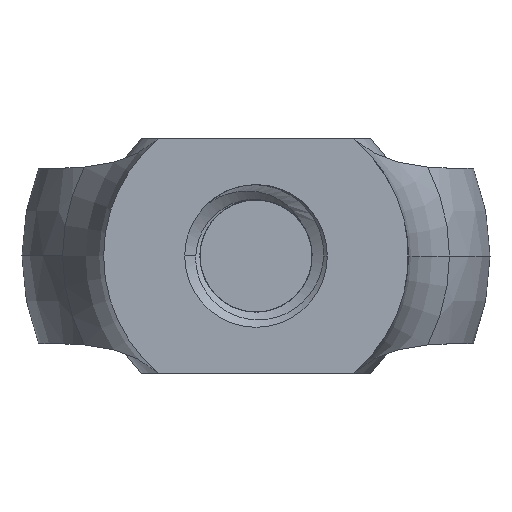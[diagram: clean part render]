
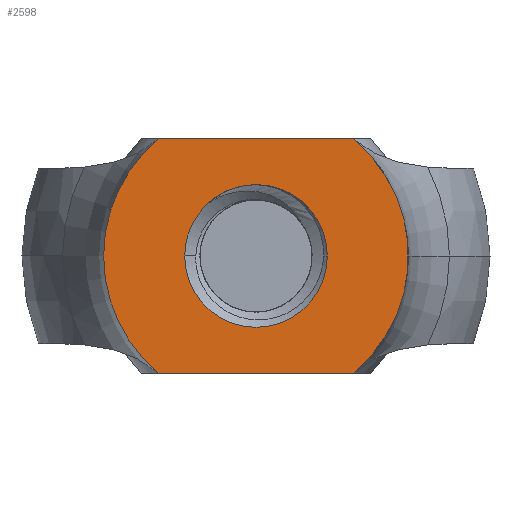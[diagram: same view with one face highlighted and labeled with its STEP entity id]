
A CAD part, front view. The second image highlights one B-rep face of the part: STEP entity #2598.
In plain terms, the highlighted planar face has unit normal (0, -1, 0).
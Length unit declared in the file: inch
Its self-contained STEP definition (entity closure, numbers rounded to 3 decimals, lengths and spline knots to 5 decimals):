
#14 = EDGE_LOOP ( 'NONE', ( #1700, #736, #861, #80 ) ) ;
#28 = DIRECTION ( 'NONE',  ( 1., 0., 0. ) ) ;
#72 = DIRECTION ( 'NONE',  ( 0., -1., 0. ) ) ;
#80 = ORIENTED_EDGE ( 'NONE', *, *, #2912, .F. ) ;
#100 = CARTESIAN_POINT ( 'NONE',  ( -0.095, -0.5, 0. ) ) ;
#105 = AXIS2_PLACEMENT_3D ( 'NONE', #4784, #3651, #2134 ) ;
#134 = ORIENTED_EDGE ( 'NONE', *, *, #177, .F. ) ;
#177 = EDGE_CURVE ( 'NONE', #435, #2238, #2104, .T. ) ;
#282 = AXIS2_PLACEMENT_3D ( 'NONE', #4473, #3389, #3346 ) ;
#308 = ORIENTED_EDGE ( 'NONE', *, *, #4069, .F. ) ;
#422 = CIRCLE ( 'NONE', #821, 0.095 ) ;
#435 = VERTEX_POINT ( 'NONE', #1154 ) ;
#486 = CIRCLE ( 'NONE', #3250, 0.095 ) ;
#540 = DIRECTION ( 'NONE',  ( 1., 0., 0. ) ) ;
#609 = CARTESIAN_POINT ( 'NONE',  ( 0., -0.5, 0. ) ) ;
#664 = DIRECTION ( 'NONE',  ( 0., -1., 0. ) ) ;
#691 = EDGE_CURVE ( 'NONE', #2931, #3696, #422, .T. ) ;
#731 = EDGE_LOOP ( 'NONE', ( #134, #308, #1687, #4063, #4580 ) ) ;
#736 = ORIENTED_EDGE ( 'NONE', *, *, #2071, .F. ) ;
#755 = DIRECTION ( 'NONE',  ( 1., 0., 0. ) ) ;
#760 = CARTESIAN_POINT ( 'NONE',  ( 0., -0.5, 0. ) ) ;
#769 = AXIS2_PLACEMENT_3D ( 'NONE', #2908, #664, #4815 ) ;
#774 = CIRCLE ( 'NONE', #4322, 0.095 ) ;
#821 = AXIS2_PLACEMENT_3D ( 'NONE', #2309, #1554, #28 ) ;
#861 = ORIENTED_EDGE ( 'NONE', *, *, #4517, .F. ) ;
#912 = VERTEX_POINT ( 'NONE', #3919 ) ;
#949 = CARTESIAN_POINT ( 'NONE',  ( -0.1299, -0.5, -0.156 ) ) ;
#970 = CARTESIAN_POINT ( 'NONE',  ( 0., -0.5, 0. ) ) ;
#1016 = DIRECTION ( 'NONE',  ( 0., -1., 0. ) ) ;
#1087 = AXIS2_PLACEMENT_3D ( 'NONE', #760, #4492, #3793 ) ;
#1154 = CARTESIAN_POINT ( 'NONE',  ( 0.1299, -0.5, -0.156 ) ) ;
#1303 = CIRCLE ( 'NONE', #105, 0.203 ) ;
#1554 = DIRECTION ( 'NONE',  ( 0., -1., 0. ) ) ;
#1556 = VECTOR ( 'NONE', #2769, 39.37008 ) ;
#1687 = ORIENTED_EDGE ( 'NONE', *, *, #3044, .F. ) ;
#1688 = DIRECTION ( 'NONE',  ( -1., 0., 0. ) ) ;
#1700 = ORIENTED_EDGE ( 'NONE', *, *, #691, .F. ) ;
#1743 = VERTEX_POINT ( 'NONE', #100 ) ;
#1757 = VERTEX_POINT ( 'NONE', #2725 ) ;
#2020 = CARTESIAN_POINT ( 'NONE',  ( 0.1299, -0.5, 0.156 ) ) ;
#2055 = CARTESIAN_POINT ( 'NONE',  ( -0.06718, -0.5, 0.06718 ) ) ;
#2071 = EDGE_CURVE ( 'NONE', #912, #2931, #486, .T. ) ;
#2104 = LINE ( 'NONE', #3187, #1556 ) ;
#2134 = DIRECTION ( 'NONE',  ( -1., 0., 0. ) ) ;
#2141 = VECTOR ( 'NONE', #540, 39.37008 ) ;
#2146 = AXIS2_PLACEMENT_3D ( 'NONE', #609, #3577, #1688 ) ;
#2238 = VERTEX_POINT ( 'NONE', #949 ) ;
#2309 = CARTESIAN_POINT ( 'NONE',  ( 0., -0.5, 0. ) ) ;
#2409 = VERTEX_POINT ( 'NONE', #3334 ) ;
#2441 = CIRCLE ( 'NONE', #769, 0.095 ) ;
#2448 = FACE_BOUND ( 'NONE', #14, .T. ) ;
#2494 = CIRCLE ( 'NONE', #2146, 0.203 ) ;
#2598 = ADVANCED_FACE ( 'NONE', ( #2448, #2673 ), #4144, .F. ) ;
#2673 = FACE_OUTER_BOUND ( 'NONE', #731, .T. ) ;
#2725 = CARTESIAN_POINT ( 'NONE',  ( -0.203, -0.5, 0. ) ) ;
#2769 = DIRECTION ( 'NONE',  ( -1., 0., 0. ) ) ;
#2908 = CARTESIAN_POINT ( 'NONE',  ( 0., -0.5, 0. ) ) ;
#2912 = EDGE_CURVE ( 'NONE', #3696, #1743, #774, .T. ) ;
#2931 = VERTEX_POINT ( 'NONE', #3147 ) ;
#3044 = EDGE_CURVE ( 'NONE', #2409, #3466, #3154, .T. ) ;
#3147 = CARTESIAN_POINT ( 'NONE',  ( 0., -0.5, 0.095 ) ) ;
#3154 = LINE ( 'NONE', #3476, #2141 ) ;
#3187 = CARTESIAN_POINT ( 'NONE',  ( 0.203, -0.5, -0.156 ) ) ;
#3250 = AXIS2_PLACEMENT_3D ( 'NONE', #970, #1016, #3994 ) ;
#3334 = CARTESIAN_POINT ( 'NONE',  ( -0.1299, -0.5, 0.156 ) ) ;
#3346 = DIRECTION ( 'NONE',  ( -1., 0., 0. ) ) ;
#3389 = DIRECTION ( 'NONE',  ( 0., 1., 0. ) ) ;
#3427 = CARTESIAN_POINT ( 'NONE',  ( 0., -0.5, 0. ) ) ;
#3466 = VERTEX_POINT ( 'NONE', #2020 ) ;
#3476 = CARTESIAN_POINT ( 'NONE',  ( 0.203, -0.5, 0.156 ) ) ;
#3577 = DIRECTION ( 'NONE',  ( 0., 1., 0. ) ) ;
#3651 = DIRECTION ( 'NONE',  ( 0., 1., 0. ) ) ;
#3695 = EDGE_CURVE ( 'NONE', #2238, #1757, #1303, .T. ) ;
#3696 = VERTEX_POINT ( 'NONE', #2055 ) ;
#3793 = DIRECTION ( 'NONE',  ( -1., 0., 0. ) ) ;
#3919 = CARTESIAN_POINT ( 'NONE',  ( 0.095, -0.5, 0. ) ) ;
#3994 = DIRECTION ( 'NONE',  ( 1., 0., 0. ) ) ;
#4063 = ORIENTED_EDGE ( 'NONE', *, *, #4623, .F. ) ;
#4069 = EDGE_CURVE ( 'NONE', #3466, #435, #2494, .T. ) ;
#4144 = PLANE ( 'NONE',  #282 ) ;
#4322 = AXIS2_PLACEMENT_3D ( 'NONE', #3427, #72, #755 ) ;
#4326 = CIRCLE ( 'NONE', #1087, 0.203 ) ;
#4473 = CARTESIAN_POINT ( 'NONE',  ( 0.203, -0.5, 0. ) ) ;
#4492 = DIRECTION ( 'NONE',  ( 0., 1., 0. ) ) ;
#4517 = EDGE_CURVE ( 'NONE', #1743, #912, #2441, .T. ) ;
#4580 = ORIENTED_EDGE ( 'NONE', *, *, #3695, .F. ) ;
#4623 = EDGE_CURVE ( 'NONE', #1757, #2409, #4326, .T. ) ;
#4784 = CARTESIAN_POINT ( 'NONE',  ( 0., -0.5, 0. ) ) ;
#4815 = DIRECTION ( 'NONE',  ( 1., 0., 0. ) ) ;
